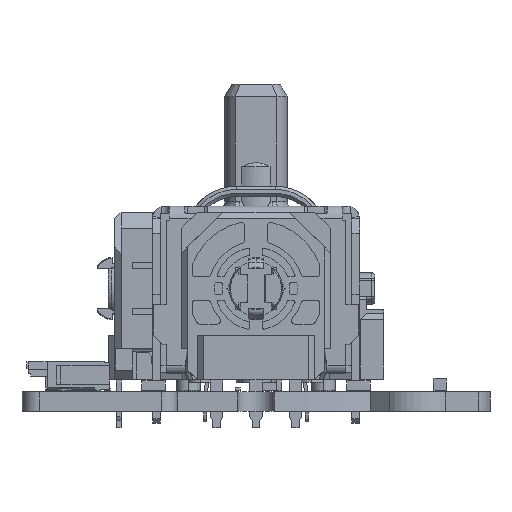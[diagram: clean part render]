
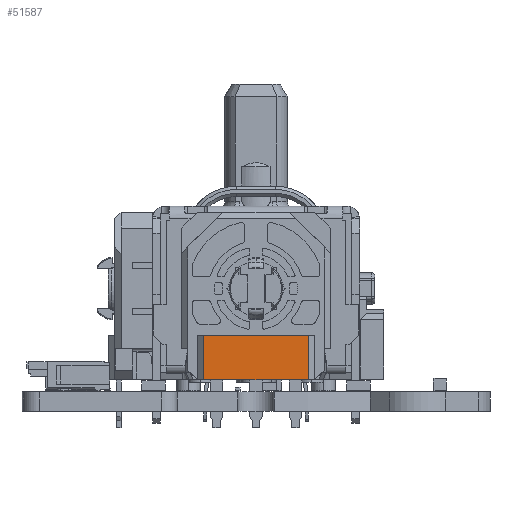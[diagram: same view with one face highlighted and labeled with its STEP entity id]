
A CAD part, left-side view. The second image highlights one B-rep face of the part: STEP entity #51587.
In plain terms, the highlighted face is planar.
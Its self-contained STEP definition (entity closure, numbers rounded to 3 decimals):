
#50293 = VERTEX_POINT('',#50294);
#50294 = CARTESIAN_POINT('',(3.325,9.375,0.15));
#50302 = EDGE_CURVE('',#50303,#50293,#50305,.T.);
#50303 = VERTEX_POINT('',#50304);
#50304 = CARTESIAN_POINT('',(3.325,9.375,2.95));
#50305 = LINE('',#50306,#50307);
#50306 = CARTESIAN_POINT('',(3.325,9.375,0.15));
#50307 = VECTOR('',#50308,1.);
#50308 = DIRECTION('',(0.,0.,-1.));
#50335 = VERTEX_POINT('',#50336);
#50336 = CARTESIAN_POINT('',(-3.325,9.375,0.15));
#50351 = VERTEX_POINT('',#50352);
#50352 = CARTESIAN_POINT('',(-3.325,9.375,2.95));
#50358 = EDGE_CURVE('',#50335,#50351,#50359,.T.);
#50359 = LINE('',#50360,#50361);
#50360 = CARTESIAN_POINT('',(-3.325,9.375,2.95));
#50361 = VECTOR('',#50362,1.);
#50362 = DIRECTION('',(0.,0.,1.));
#51587 = ADVANCED_FACE('',(#51588),#51604,.T.);
#51588 = FACE_BOUND('',#51589,.T.);
#51589 = EDGE_LOOP('',(#51590,#51596,#51597,#51603));
#51590 = ORIENTED_EDGE('',*,*,#51591,.T.);
#51591 = EDGE_CURVE('',#50293,#50335,#51592,.T.);
#51592 = LINE('',#51593,#51594);
#51593 = CARTESIAN_POINT('',(3.725,9.375,0.15));
#51594 = VECTOR('',#51595,1.);
#51595 = DIRECTION('',(-1.,0.,0.));
#51596 = ORIENTED_EDGE('',*,*,#50358,.T.);
#51597 = ORIENTED_EDGE('',*,*,#51598,.T.);
#51598 = EDGE_CURVE('',#50351,#50303,#51599,.T.);
#51599 = LINE('',#51600,#51601);
#51600 = CARTESIAN_POINT('',(4.725,9.375,2.95));
#51601 = VECTOR('',#51602,1.);
#51602 = DIRECTION('',(1.,0.,0.));
#51603 = ORIENTED_EDGE('',*,*,#50302,.T.);
#51604 = PLANE('',#51605);
#51605 = AXIS2_PLACEMENT_3D('',#51606,#51607,#51608);
#51606 = CARTESIAN_POINT('',(4.725,9.375,0.15));
#51607 = DIRECTION('',(0.,1.,0.));
#51608 = DIRECTION('',(-1.,0.,0.));
